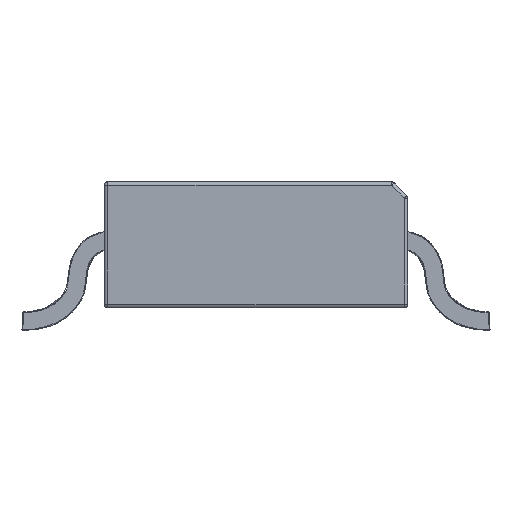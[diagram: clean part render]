
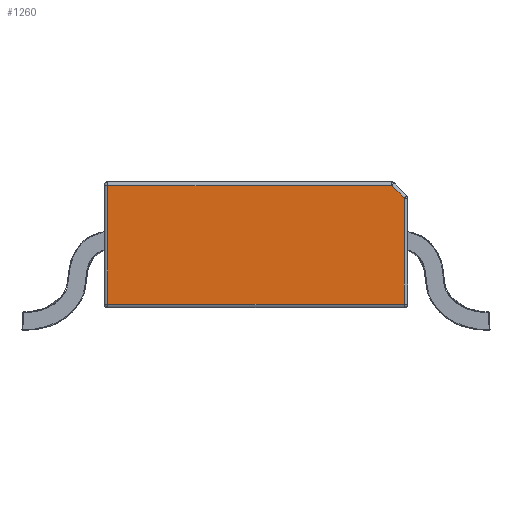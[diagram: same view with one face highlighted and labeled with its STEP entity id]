
A CAD part, front view. The second image highlights one B-rep face of the part: STEP entity #1260.
In plain terms, the highlighted planar face has unit normal (0, -1, 0).
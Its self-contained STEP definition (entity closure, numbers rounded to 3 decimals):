
#1260=ADVANCED_FACE('',(#3788),#3790,.T.);
#3788=FACE_BOUND('',#3789,.T.);
#3789=EDGE_LOOP('',(#13302,#13303,#13304,#13305,#13306));
#3790=PLANE('',#3791);
#3791=AXIS2_PLACEMENT_3D('',#3792,#3793,#3794);
#3792=CARTESIAN_POINT('',(-2.05,-4.52,0.));
#3793=DIRECTION('',(0.,-1.,0.));
#3794=DIRECTION('',(1.,0.,0.));
#13302=ORIENTED_EDGE('',*,*,#21508,.T.);
#13303=ORIENTED_EDGE('',*,*,#21509,.T.);
#13304=ORIENTED_EDGE('',*,*,#21510,.T.);
#13305=ORIENTED_EDGE('',*,*,#21247,.F.);
#13306=ORIENTED_EDGE('',*,*,#21511,.F.);
#21247=EDGE_CURVE('',#22601,#22602,#22603,.T.);
#21508=EDGE_CURVE('',#22997,#22998,#22999,.T.);
#21509=EDGE_CURVE('',#22998,#23000,#23001,.T.);
#21510=EDGE_CURVE('',#23000,#22602,#23002,.F.);
#21511=EDGE_CURVE('',#22997,#22601,#23003,.T.);
#22601=VERTEX_POINT('',#24564);
#22602=VERTEX_POINT('',#24565);
#22603=LINE('',#24566,#24567);
#22997=VERTEX_POINT('',#25490);
#22998=VERTEX_POINT('',#25491);
#22999=LINE('',#25492,#25493);
#23000=VERTEX_POINT('',#25495);
#23001=LINE('',#25496,#25497);
#23002=LINE('',#25499,#25500);
#23003=LINE('',#25502,#25503);
#24564=CARTESIAN_POINT('',(-2.,-4.52,1.65));
#24565=CARTESIAN_POINT('',(1.829,-4.52,1.65));
#24566=CARTESIAN_POINT('',(-2.,-4.52,1.65));
#24567=VECTOR('',#24568,1.);
#24568=DIRECTION('',(1.,0.,0.));
#25490=CARTESIAN_POINT('',(-2.,-4.52,0.05));
#25491=CARTESIAN_POINT('',(2.,-4.52,0.05));
#25492=CARTESIAN_POINT('',(-2.,-4.52,0.05));
#25493=VECTOR('',#25494,1.);
#25494=DIRECTION('',(1.,0.,0.));
#25495=CARTESIAN_POINT('',(2.,-4.52,1.479));
#25496=CARTESIAN_POINT('',(2.,-4.52,0.05));
#25497=VECTOR('',#25498,1.);
#25498=DIRECTION('',(0.,0.,1.));
#25499=CARTESIAN_POINT('',(1.829,-4.52,1.65));
#25500=VECTOR('',#25501,1.);
#25501=DIRECTION('',(0.707,0.,-0.707));
#25502=CARTESIAN_POINT('',(-2.,-4.52,0.05));
#25503=VECTOR('',#25504,1.);
#25504=DIRECTION('',(0.,0.,1.));
